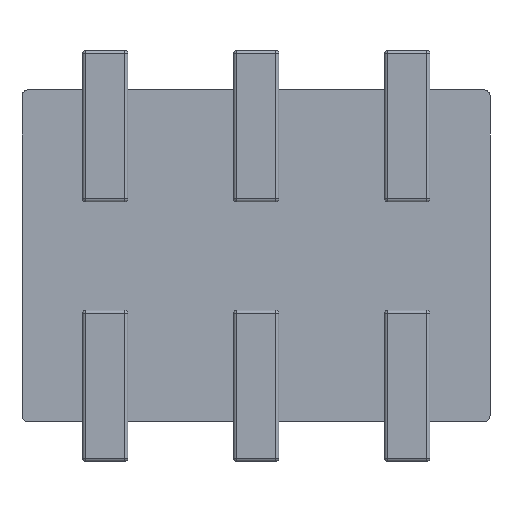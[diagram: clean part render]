
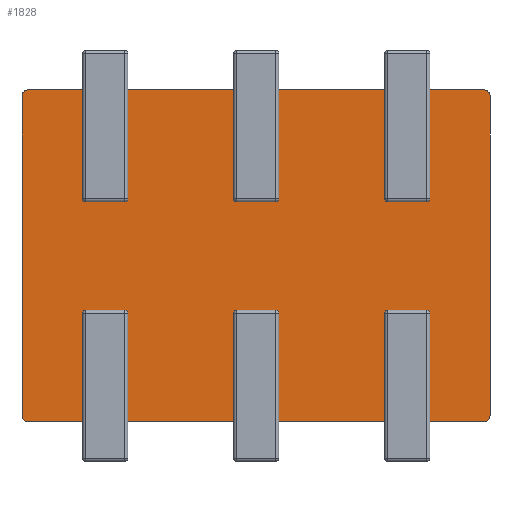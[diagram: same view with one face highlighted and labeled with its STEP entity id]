
A CAD part, front view. The second image highlights one B-rep face of the part: STEP entity #1828.
In plain terms, the highlighted planar face has unit normal (0, -1, 0).
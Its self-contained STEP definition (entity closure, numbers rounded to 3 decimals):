
#57=PLANE('',#2004);
#139=FACE_OUTER_BOUND('',#280,.T.);
#280=EDGE_LOOP('',(#1267,#1268,#1269,#1270,#1271,#1272,#1273,#1274));
#416=LINE('',#2940,#569);
#419=LINE('',#2948,#572);
#422=LINE('',#2960,#575);
#424=LINE('',#2963,#577);
#569=VECTOR('',#2286,10.);
#572=VECTOR('',#2295,10.);
#575=VECTOR('',#2308,10.);
#577=VECTOR('',#2312,10.);
#723=CIRCLE('',#1994,0.1);
#724=CIRCLE('',#1997,0.1);
#726=CIRCLE('',#2002,0.1);
#727=CIRCLE('',#2005,0.1);
#813=VERTEX_POINT('',#2932);
#814=VERTEX_POINT('',#2934);
#815=VERTEX_POINT('',#2938);
#816=VERTEX_POINT('',#2942);
#817=VERTEX_POINT('',#2946);
#819=VERTEX_POINT('',#2953);
#820=VERTEX_POINT('',#2955);
#821=VERTEX_POINT('',#2959);
#964=EDGE_CURVE('',#813,#814,#723,.T.);
#967=EDGE_CURVE('',#813,#815,#416,.T.);
#969=EDGE_CURVE('',#816,#815,#724,.T.);
#971=EDGE_CURVE('',#816,#817,#419,.T.);
#974=EDGE_CURVE('',#819,#820,#726,.T.);
#976=EDGE_CURVE('',#821,#820,#422,.T.);
#978=EDGE_CURVE('',#819,#814,#424,.T.);
#979=EDGE_CURVE('',#821,#817,#727,.T.);
#1267=ORIENTED_EDGE('',*,*,#974,.F.);
#1268=ORIENTED_EDGE('',*,*,#978,.T.);
#1269=ORIENTED_EDGE('',*,*,#964,.F.);
#1270=ORIENTED_EDGE('',*,*,#967,.T.);
#1271=ORIENTED_EDGE('',*,*,#969,.F.);
#1272=ORIENTED_EDGE('',*,*,#971,.T.);
#1273=ORIENTED_EDGE('',*,*,#979,.F.);
#1274=ORIENTED_EDGE('',*,*,#976,.T.);
#1828=ADVANCED_FACE('',(#139),#57,.F.);
#1994=AXIS2_PLACEMENT_3D('',#2935,#2280,#2281);
#1997=AXIS2_PLACEMENT_3D('',#2944,#2290,#2291);
#2002=AXIS2_PLACEMENT_3D('',#2956,#2303,#2304);
#2004=AXIS2_PLACEMENT_3D('',#2962,#2310,#2311);
#2005=AXIS2_PLACEMENT_3D('',#2964,#2313,#2314);
#2280=DIRECTION('center_axis',(0.,1.,0.));
#2281=DIRECTION('ref_axis',(0.707,0.,0.707));
#2286=DIRECTION('',(-1.,0.,0.));
#2290=DIRECTION('center_axis',(0.,1.,0.));
#2291=DIRECTION('ref_axis',(-0.707,0.,0.707));
#2295=DIRECTION('',(0.,0.,-1.));
#2303=DIRECTION('center_axis',(0.,1.,0.));
#2304=DIRECTION('ref_axis',(0.707,0.,-0.707));
#2308=DIRECTION('',(1.,0.,0.));
#2310=DIRECTION('center_axis',(0.,1.,0.));
#2311=DIRECTION('ref_axis',(1.,0.,0.));
#2312=DIRECTION('',(0.,0.,1.));
#2313=DIRECTION('center_axis',(0.,1.,0.));
#2314=DIRECTION('ref_axis',(-0.707,0.,-0.707));
#2932=CARTESIAN_POINT('',(7.77,0.,5.58));
#2934=CARTESIAN_POINT('',(7.87,0.,5.48));
#2935=CARTESIAN_POINT('Origin',(7.77,0.,5.48));
#2938=CARTESIAN_POINT('',(0.1,0.,5.58));
#2940=CARTESIAN_POINT('',(7.87,0.,5.58));
#2942=CARTESIAN_POINT('',(0.,0.,5.48));
#2944=CARTESIAN_POINT('Origin',(0.1,0.,5.48));
#2946=CARTESIAN_POINT('',(0.,0.,0.1));
#2948=CARTESIAN_POINT('',(0.,0.,5.58));
#2953=CARTESIAN_POINT('',(7.87,0.,0.1));
#2955=CARTESIAN_POINT('',(7.77,0.,0.));
#2956=CARTESIAN_POINT('Origin',(7.77,0.,0.1));
#2959=CARTESIAN_POINT('',(0.1,0.,0.));
#2960=CARTESIAN_POINT('',(0.,0.,0.));
#2962=CARTESIAN_POINT('Origin',(3.935,0.,2.79));
#2963=CARTESIAN_POINT('',(7.87,0.,0.));
#2964=CARTESIAN_POINT('Origin',(0.1,0.,0.1));
